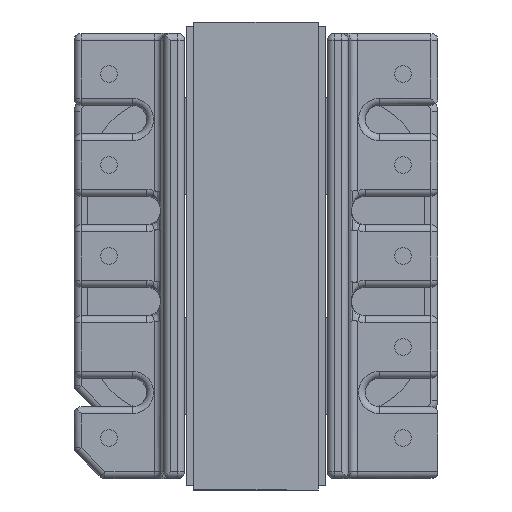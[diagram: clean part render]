
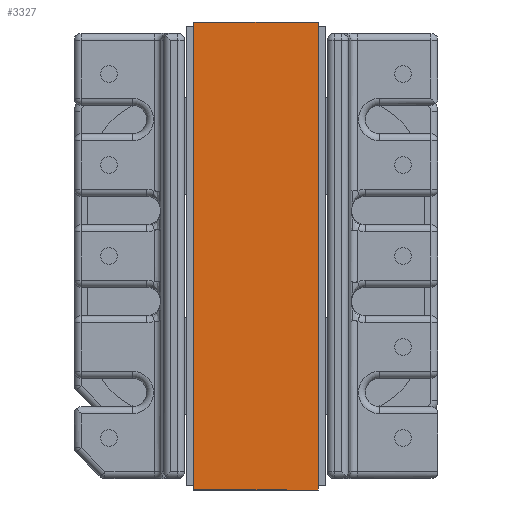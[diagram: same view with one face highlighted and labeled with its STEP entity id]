
A CAD part, front view. The second image highlights one B-rep face of the part: STEP entity #3327.
In plain terms, the highlighted face is planar.
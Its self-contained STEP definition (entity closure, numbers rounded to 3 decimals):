
#37 = EDGE_CURVE ( 'NONE', #8704, #3365, #5375, .T. ) ;
#469 = CARTESIAN_POINT ( 'NONE',  ( 15.36, -16.56, -4.45 ) ) ;
#1110 = ORIENTED_EDGE ( 'NONE', *, *, #4931, .T. ) ;
#1184 = ORIENTED_EDGE ( 'NONE', *, *, #2907, .F. ) ;
#1607 = DIRECTION ( 'NONE',  ( 0., 0., 1. ) ) ;
#1740 = EDGE_CURVE ( 'NONE', #2188, #7007, #4429, .T. ) ;
#1947 = LINE ( 'NONE', #10032, #3462 ) ;
#2188 = VERTEX_POINT ( 'NONE', #5390 ) ;
#2907 = EDGE_CURVE ( 'NONE', #3365, #7007, #8233, .T. ) ;
#3327 = ADVANCED_FACE ( 'NONE', ( #7189 ), #7875, .T. ) ;
#3365 = VERTEX_POINT ( 'NONE', #7835 ) ;
#3462 = VECTOR ( 'NONE', #10822, 1000. ) ;
#3796 = CARTESIAN_POINT ( 'NONE',  ( 15.36, 0.16, 0. ) ) ;
#4429 = LINE ( 'NONE', #9288, #11712 ) ;
#4692 = DIRECTION ( 'NONE',  ( 0., 0., 1. ) ) ;
#4931 = EDGE_CURVE ( 'NONE', #8704, #2188, #1947, .T. ) ;
#5375 = LINE ( 'NONE', #7297, #6716 ) ;
#5390 = CARTESIAN_POINT ( 'NONE',  ( 15.36, 0.16, -4.45 ) ) ;
#6716 = VECTOR ( 'NONE', #1607, 1000. ) ;
#7007 = VERTEX_POINT ( 'NONE', #3796 ) ;
#7189 = FACE_OUTER_BOUND ( 'NONE', #11805, .T. ) ;
#7297 = CARTESIAN_POINT ( 'NONE',  ( 15.36, -16.56, -4.45 ) ) ;
#7835 = CARTESIAN_POINT ( 'NONE',  ( 15.36, -16.56, 0. ) ) ;
#7875 = PLANE ( 'NONE',  #9545 ) ;
#7957 = CARTESIAN_POINT ( 'NONE',  ( 15.36, 0.16, -4.45 ) ) ;
#8233 = LINE ( 'NONE', #9512, #10752 ) ;
#8704 = VERTEX_POINT ( 'NONE', #469 ) ;
#8830 = DIRECTION ( 'NONE',  ( 1., 0., 0. ) ) ;
#9126 = ORIENTED_EDGE ( 'NONE', *, *, #37, .F. ) ;
#9288 = CARTESIAN_POINT ( 'NONE',  ( 15.36, 0.16, -4.45 ) ) ;
#9512 = CARTESIAN_POINT ( 'NONE',  ( 15.36, 0.16, 0. ) ) ;
#9545 = AXIS2_PLACEMENT_3D ( 'NONE', #7957, #8830, #11779 ) ;
#10032 = CARTESIAN_POINT ( 'NONE',  ( 15.36, 0.16, -4.45 ) ) ;
#10147 = ORIENTED_EDGE ( 'NONE', *, *, #1740, .T. ) ;
#10460 = DIRECTION ( 'NONE',  ( 0., 1., 0. ) ) ;
#10752 = VECTOR ( 'NONE', #10460, 1000. ) ;
#10822 = DIRECTION ( 'NONE',  ( 0., 1., 0. ) ) ;
#11712 = VECTOR ( 'NONE', #4692, 1000. ) ;
#11779 = DIRECTION ( 'NONE',  ( 0., 1., 0. ) ) ;
#11805 = EDGE_LOOP ( 'NONE', ( #1184, #9126, #1110, #10147 ) ) ;
